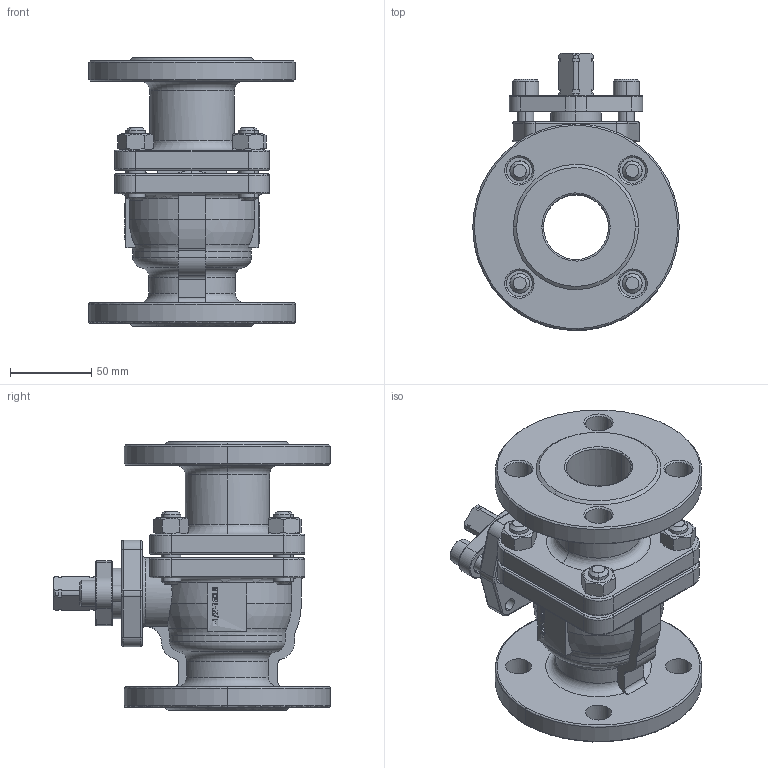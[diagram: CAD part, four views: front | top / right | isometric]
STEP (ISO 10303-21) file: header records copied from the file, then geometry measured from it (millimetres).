
FILE_DESCRIPTION (( 'STEP AP214' ), '1' );
FILE_NAME ('FM-F1-0150-XXX.step', '2019-10-30T12:37:51', ( '' ), ( '' ), 'SwSTEP 2.0', 'SolidWorks 2019', '' );
FILE_SCHEMA (( 'AUTOMOTIVE_DESIGN' ));
Length unit declared in the file: inch
Products named in the file (1): FM-F1-0150-XXX
Bounding box: 127 x 170.48 x 165 mm (x, y, z)
Surface area: 150093.9 mm2 (no closed solid volume)
Topology: 0 solids, 19 shells, 690 faces, 1788 edges, 1107 vertices
Faces by surface type: cone 224, plane 200, cylinder 167, torus 65, bspline 30, sphere 4
Entity records: 46068 total; most frequent: CARTESIAN_POINT 23953, ORIENTED_EDGE 3300, EDGE_CURVE 1784, B_SPLINE_CURVE_WITH_KNOTS 1688, DIRECTION 1450, VERTEX_POINT 1107, EDGE_LOOP 767, AXIS2_PLACEMENT_3D 693
